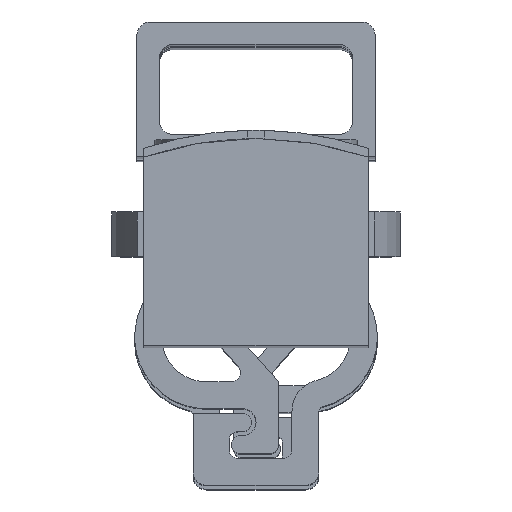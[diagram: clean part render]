
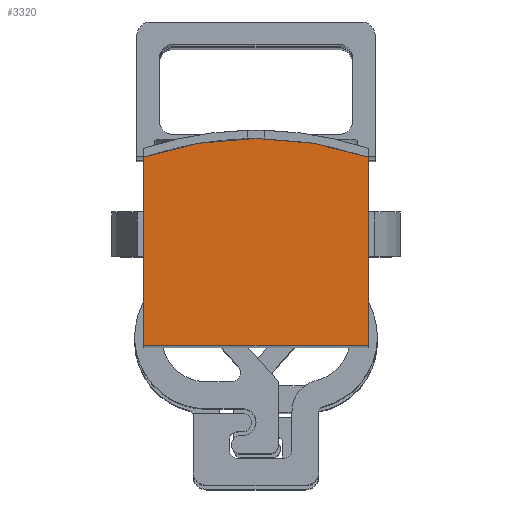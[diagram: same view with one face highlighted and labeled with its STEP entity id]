
A CAD part, top view. The second image highlights one B-rep face of the part: STEP entity #3320.
In plain terms, the highlighted planar face has unit normal (0, 0, 1).
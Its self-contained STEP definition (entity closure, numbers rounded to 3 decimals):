
#100=LINE('',#4609,#388);
#119=LINE('',#4648,#407);
#141=LINE('',#4736,#429);
#388=VECTOR('',#3769,1000.);
#407=VECTOR('',#3790,1000.);
#429=VECTOR('',#3866,1000.);
#756=ORIENTED_EDGE('',*,*,#1515,.T.);
#757=ORIENTED_EDGE('',*,*,#1478,.T.);
#758=ORIENTED_EDGE('',*,*,#1539,.T.);
#759=ORIENTED_EDGE('',*,*,#1497,.T.);
#1478=EDGE_CURVE('',#1878,#1877,#100,.T.);
#1497=EDGE_CURVE('',#1897,#1896,#119,.T.);
#1515=EDGE_CURVE('',#1896,#1878,#2141,.T.);
#1539=EDGE_CURVE('',#1877,#1897,#141,.T.);
#1877=VERTEX_POINT('',#4608);
#1878=VERTEX_POINT('',#4610);
#1896=VERTEX_POINT('',#4647);
#1897=VERTEX_POINT('',#4649);
#2141=CIRCLE('',#3490,7.7);
#2256=EDGE_LOOP('',(#756,#757,#758,#759));
#2438=FACE_BOUND('',#2256,.T.);
#2616=PLANE('',#3508);
#3320=ADVANCED_FACE('',(#2438),#2616,.T.);
#3490=AXIS2_PLACEMENT_3D('',#4687,#3819,#3820);
#3508=AXIS2_PLACEMENT_3D('',#4737,#3867,#3868);
#3769=DIRECTION('',(0.,-1.,0.));
#3790=DIRECTION('',(0.,1.,0.));
#3819=DIRECTION('',(0.,0.,1.));
#3820=DIRECTION('',(1.,0.,0.));
#3866=DIRECTION('',(1.,0.,0.));
#3867=DIRECTION('',(0.,0.,1.));
#3868=DIRECTION('',(1.,0.,0.));
#4608=CARTESIAN_POINT('',(-2.5,-2.1,31.8));
#4609=CARTESIAN_POINT('',(-2.5,2.083,31.8));
#4610=CARTESIAN_POINT('',(-2.5,2.083,31.8));
#4647=CARTESIAN_POINT('',(2.5,2.083,31.8));
#4648=CARTESIAN_POINT('',(2.5,-2.1,31.8));
#4649=CARTESIAN_POINT('',(2.5,-2.1,31.8));
#4687=CARTESIAN_POINT('',(0.,-5.2,31.8));
#4736=CARTESIAN_POINT('',(-2.5,-2.1,31.8));
#4737=CARTESIAN_POINT('',(0.,-5.2,31.8));
